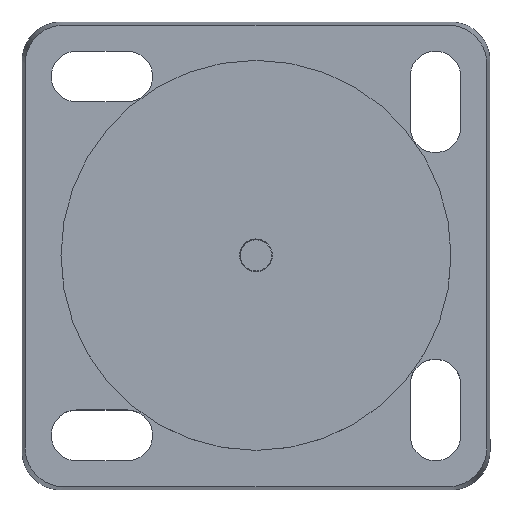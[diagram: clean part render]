
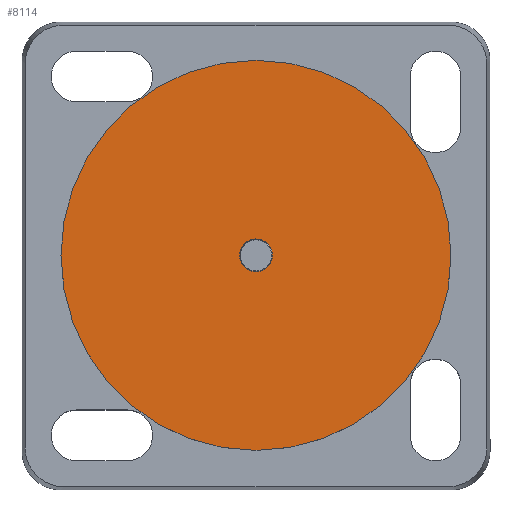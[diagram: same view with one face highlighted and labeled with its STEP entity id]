
A CAD part, top view. The second image highlights one B-rep face of the part: STEP entity #8114.
In plain terms, the highlighted planar face has unit normal (0, 0, 1).
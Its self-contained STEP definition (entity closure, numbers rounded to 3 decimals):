
#117 = AXIS2_PLACEMENT_3D ( 'NONE', #2080, #6009, #455 ) ;
#149 = DIRECTION ( 'NONE',  ( 0., 0., -1. ) ) ;
#167 = DIRECTION ( 'NONE',  ( 0., 0., -1. ) ) ;
#455 = DIRECTION ( 'NONE',  ( 0., 1., 0. ) ) ;
#999 = CIRCLE ( 'NONE', #6010, 25. ) ;
#1014 = DIRECTION ( 'NONE',  ( 0., -1., 0. ) ) ;
#1281 = EDGE_CURVE ( 'NONE', #5227, #2383, #3878, .T. ) ;
#1364 = EDGE_LOOP ( 'NONE', ( #10080, #8695 ) ) ;
#1712 = AXIS2_PLACEMENT_3D ( 'NONE', #9276, #6059, #8498 ) ;
#2036 = VERTEX_POINT ( 'NONE', #10274 ) ;
#2080 = CARTESIAN_POINT ( 'NONE',  ( 0., 0., 46.64 ) ) ;
#2172 = PLANE ( 'NONE',  #5865 ) ;
#2311 = DIRECTION ( 'NONE',  ( 0., 1., 0. ) ) ;
#2383 = VERTEX_POINT ( 'NONE', #7637 ) ;
#2946 = FACE_BOUND ( 'NONE', #7504, .T. ) ;
#3323 = VERTEX_POINT ( 'NONE', #3779 ) ;
#3779 = CARTESIAN_POINT ( 'NONE',  ( 0., 25., 46.64 ) ) ;
#3878 = CIRCLE ( 'NONE', #1712, 2.1 ) ;
#3890 = FACE_OUTER_BOUND ( 'NONE', #1364, .T. ) ;
#3938 = CARTESIAN_POINT ( 'NONE',  ( 0., 0., 46.64 ) ) ;
#4051 = DIRECTION ( 'NONE',  ( 0., 0., -1. ) ) ;
#4189 = CIRCLE ( 'NONE', #6370, 25. ) ;
#4924 = ORIENTED_EDGE ( 'NONE', *, *, #1281, .T. ) ;
#5227 = VERTEX_POINT ( 'NONE', #8356 ) ;
#5238 = EDGE_CURVE ( 'NONE', #2383, #5227, #9652, .T. ) ;
#5727 = CARTESIAN_POINT ( 'NONE',  ( 0., 0., 46.64 ) ) ;
#5865 = AXIS2_PLACEMENT_3D ( 'NONE', #7355, #167, #1014 ) ;
#6009 = DIRECTION ( 'NONE',  ( 0., 0., -1. ) ) ;
#6010 = AXIS2_PLACEMENT_3D ( 'NONE', #5727, #149, #2311 ) ;
#6059 = DIRECTION ( 'NONE',  ( 0., 0., -1. ) ) ;
#6370 = AXIS2_PLACEMENT_3D ( 'NONE', #3938, #4051, #8769 ) ;
#6935 = ORIENTED_EDGE ( 'NONE', *, *, #5238, .T. ) ;
#7355 = CARTESIAN_POINT ( 'NONE',  ( 0., 0., 46.64 ) ) ;
#7504 = EDGE_LOOP ( 'NONE', ( #4924, #6935 ) ) ;
#7572 = EDGE_CURVE ( 'NONE', #2036, #3323, #4189, .T. ) ;
#7637 = CARTESIAN_POINT ( 'NONE',  ( 0., -2.1, 46.64 ) ) ;
#7851 = EDGE_CURVE ( 'NONE', #3323, #2036, #999, .T. ) ;
#8114 = ADVANCED_FACE ( 'NONE', ( #3890, #2946 ), #2172, .F. ) ;
#8356 = CARTESIAN_POINT ( 'NONE',  ( 0., 2.1, 46.64 ) ) ;
#8498 = DIRECTION ( 'NONE',  ( 0., 1., 0. ) ) ;
#8695 = ORIENTED_EDGE ( 'NONE', *, *, #7572, .F. ) ;
#8769 = DIRECTION ( 'NONE',  ( 0., 1., 0. ) ) ;
#9276 = CARTESIAN_POINT ( 'NONE',  ( 0., 0., 46.64 ) ) ;
#9652 = CIRCLE ( 'NONE', #117, 2.1 ) ;
#10080 = ORIENTED_EDGE ( 'NONE', *, *, #7851, .F. ) ;
#10274 = CARTESIAN_POINT ( 'NONE',  ( 0., -25., 46.64 ) ) ;
